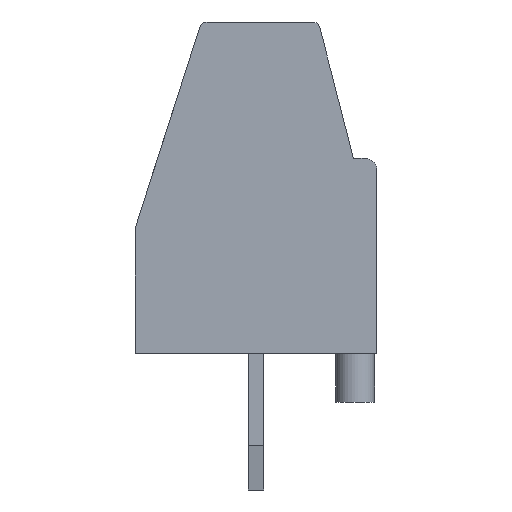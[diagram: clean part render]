
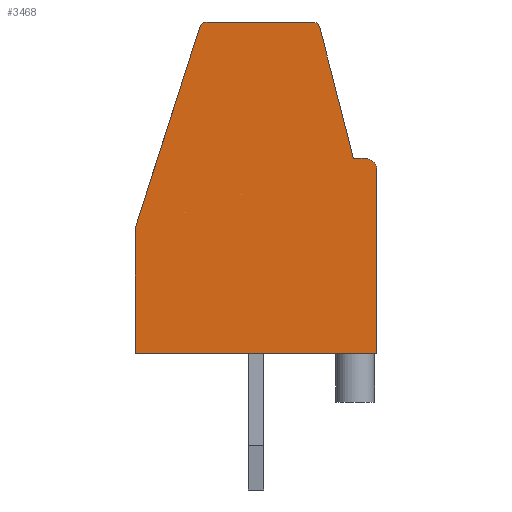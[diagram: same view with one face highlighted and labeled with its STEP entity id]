
A CAD part, left-side view. The second image highlights one B-rep face of the part: STEP entity #3468.
In plain terms, the highlighted planar face has unit normal (-1, 0, 0).
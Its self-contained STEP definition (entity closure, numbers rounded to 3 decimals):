
#2156 = EDGE_CURVE('',#2157,#2159,#2161,.T.);
#2157 = VERTEX_POINT('',#2158);
#2158 = CARTESIAN_POINT('',(-4.04,-3.1,0.));
#2159 = VERTEX_POINT('',#2160);
#2160 = CARTESIAN_POINT('',(-4.04,3.1,0.));
#2161 = LINE('',#2162,#2163);
#2162 = CARTESIAN_POINT('',(-4.04,-3.1,0.));
#2163 = VECTOR('',#2164,1.);
#2164 = DIRECTION('',(0.,1.,0.));
#3468 = ADVANCED_FACE('',(#3469),#3545,.F.);
#3469 = FACE_BOUND('',#3470,.T.);
#3470 = EDGE_LOOP('',(#3471,#3479,#3488,#3496,#3504,#3513,#3521,#3530,
    #3538,#3544));
#3471 = ORIENTED_EDGE('',*,*,#3472,.F.);
#3472 = EDGE_CURVE('',#3473,#2157,#3475,.T.);
#3473 = VERTEX_POINT('',#3474);
#3474 = CARTESIAN_POINT('',(-4.04,-3.1,4.7));
#3475 = LINE('',#3476,#3477);
#3476 = CARTESIAN_POINT('',(-4.04,-3.1,4.7));
#3477 = VECTOR('',#3478,1.);
#3478 = DIRECTION('',(0.,0.,-1.));
#3479 = ORIENTED_EDGE('',*,*,#3480,.F.);
#3480 = EDGE_CURVE('',#3481,#3473,#3483,.T.);
#3481 = VERTEX_POINT('',#3482);
#3482 = CARTESIAN_POINT('',(-4.04,-2.8,5.));
#3483 = CIRCLE('',#3484,0.3);
#3484 = AXIS2_PLACEMENT_3D('',#3485,#3486,#3487);
#3485 = CARTESIAN_POINT('',(-4.04,-2.8,4.7));
#3486 = DIRECTION('',(1.,-0.,0.));
#3487 = DIRECTION('',(0.,1.,0.));
#3488 = ORIENTED_EDGE('',*,*,#3489,.F.);
#3489 = EDGE_CURVE('',#3490,#3481,#3492,.T.);
#3490 = VERTEX_POINT('',#3491);
#3491 = CARTESIAN_POINT('',(-4.04,-2.5,5.));
#3492 = LINE('',#3493,#3494);
#3493 = CARTESIAN_POINT('',(-4.04,-2.5,5.));
#3494 = VECTOR('',#3495,1.);
#3495 = DIRECTION('',(0.,-1.,0.));
#3496 = ORIENTED_EDGE('',*,*,#3497,.F.);
#3497 = EDGE_CURVE('',#3498,#3490,#3500,.T.);
#3498 = VERTEX_POINT('',#3499);
#3499 = CARTESIAN_POINT('',(-4.04,-1.639,8.35));
#3500 = LINE('',#3501,#3502);
#3501 = CARTESIAN_POINT('',(-4.04,-1.639,8.35));
#3502 = VECTOR('',#3503,1.);
#3503 = DIRECTION('',(0.,-0.249,-0.968));
#3504 = ORIENTED_EDGE('',*,*,#3505,.F.);
#3505 = EDGE_CURVE('',#3506,#3498,#3508,.T.);
#3506 = VERTEX_POINT('',#3507);
#3507 = CARTESIAN_POINT('',(-4.04,-1.445,8.5));
#3508 = CIRCLE('',#3509,0.2);
#3509 = AXIS2_PLACEMENT_3D('',#3510,#3511,#3512);
#3510 = CARTESIAN_POINT('',(-4.04,-1.445,8.3));
#3511 = DIRECTION('',(1.,-0.,0.));
#3512 = DIRECTION('',(0.,1.,0.));
#3513 = ORIENTED_EDGE('',*,*,#3514,.F.);
#3514 = EDGE_CURVE('',#3515,#3506,#3517,.T.);
#3515 = VERTEX_POINT('',#3516);
#3516 = CARTESIAN_POINT('',(-4.04,1.254,8.5));
#3517 = LINE('',#3518,#3519);
#3518 = CARTESIAN_POINT('',(-4.04,1.254,8.5));
#3519 = VECTOR('',#3520,1.);
#3520 = DIRECTION('',(0.,-1.,0.));
#3521 = ORIENTED_EDGE('',*,*,#3522,.F.);
#3522 = EDGE_CURVE('',#3523,#3515,#3525,.T.);
#3523 = VERTEX_POINT('',#3524);
#3524 = CARTESIAN_POINT('',(-4.04,1.445,8.361));
#3525 = CIRCLE('',#3526,0.2);
#3526 = AXIS2_PLACEMENT_3D('',#3527,#3528,#3529);
#3527 = CARTESIAN_POINT('',(-4.04,1.254,8.3));
#3528 = DIRECTION('',(1.,-0.,0.));
#3529 = DIRECTION('',(0.,1.,0.));
#3530 = ORIENTED_EDGE('',*,*,#3531,.F.);
#3531 = EDGE_CURVE('',#3532,#3523,#3534,.T.);
#3532 = VERTEX_POINT('',#3533);
#3533 = CARTESIAN_POINT('',(-4.04,3.1,3.2));
#3534 = LINE('',#3535,#3536);
#3535 = CARTESIAN_POINT('',(-4.04,3.1,3.2));
#3536 = VECTOR('',#3537,1.);
#3537 = DIRECTION('',(0.,-0.305,0.952));
#3538 = ORIENTED_EDGE('',*,*,#3539,.F.);
#3539 = EDGE_CURVE('',#2159,#3532,#3540,.T.);
#3540 = LINE('',#3541,#3542);
#3541 = CARTESIAN_POINT('',(-4.04,3.1,0.));
#3542 = VECTOR('',#3543,1.);
#3543 = DIRECTION('',(0.,0.,1.));
#3544 = ORIENTED_EDGE('',*,*,#2156,.F.);
#3545 = PLANE('',#3546);
#3546 = AXIS2_PLACEMENT_3D('',#3547,#3548,#3549);
#3547 = CARTESIAN_POINT('',(-4.04,1.254,8.3));
#3548 = DIRECTION('',(1.,0.,0.));
#3549 = DIRECTION('',(0.,1.,0.));
